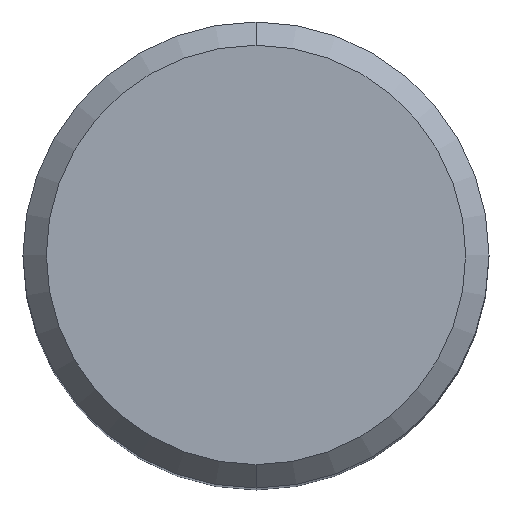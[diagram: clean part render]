
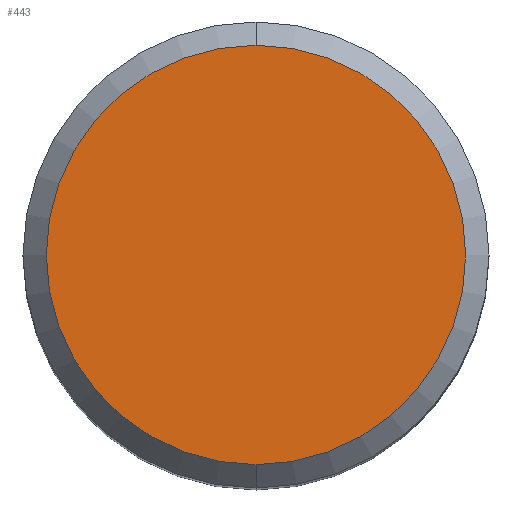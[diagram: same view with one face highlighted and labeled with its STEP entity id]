
A CAD part, top view. The second image highlights one B-rep face of the part: STEP entity #443.
In plain terms, the highlighted planar face has unit normal (0, 0, 1).
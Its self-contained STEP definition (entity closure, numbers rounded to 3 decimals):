
#185=EDGE_CURVE('',#261,#425,#495,.T.);
#261=VERTEX_POINT('',#575);
#319=EDGE_CURVE('',#425,#261,#640,.T.);
#425=VERTEX_POINT('',#757);
#443=ADVANCED_FACE('',(#777),#778,.T.);
#495=CIRCLE('',#825,9.0);
#575=CARTESIAN_POINT('',(0.0,9.0,0.0));
#640=CIRCLE('',#1210,9.0);
#757=CARTESIAN_POINT('',(0.,-9.0,0.0));
#777=FACE_OUTER_BOUND('',#1573,.T.);
#778=PLANE('',#1574);
#825=AXIS2_PLACEMENT_3D('',#1634,#1635,#1636);
#1210=AXIS2_PLACEMENT_3D('',#1782,#1783,#1784);
#1573=EDGE_LOOP('',(#1942,#1943));
#1574=AXIS2_PLACEMENT_3D('',#1944,#1945,#1946);
#1634=CARTESIAN_POINT('',(0.0,0.0,0.0));
#1635=DIRECTION('',(0.0,0.0,-1.0));
#1636=DIRECTION('',(0.0,1.0,0.0));
#1782=CARTESIAN_POINT('',(0.0,0.0,0.0));
#1783=DIRECTION('',(0.0,0.0,-1.0));
#1784=DIRECTION('',(0.0,1.0,0.0));
#1942=ORIENTED_EDGE('',*,*,#185,.F.);
#1943=ORIENTED_EDGE('',*,*,#319,.F.);
#1944=CARTESIAN_POINT('',(0.0,4.5,0.0));
#1945=DIRECTION('',(-0.0,0.0,1.0));
#1946=DIRECTION('',(0.0,-1.0,0.0));
